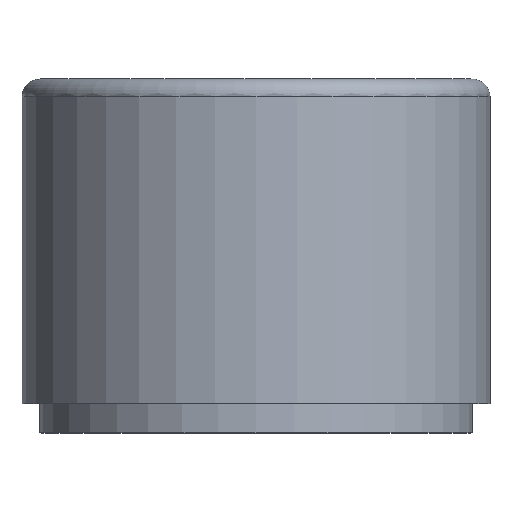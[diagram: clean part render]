
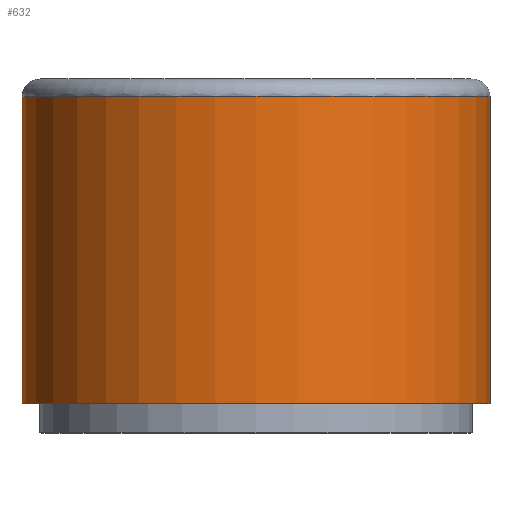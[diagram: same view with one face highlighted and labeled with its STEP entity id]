
A CAD part, top view. The second image highlights one B-rep face of the part: STEP entity #632.
In plain terms, the highlighted cylindrical face has radius 80 mm (diameter 160 mm), a full revolution.
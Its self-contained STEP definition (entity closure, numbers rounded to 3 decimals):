
#59=LINE('',#993,#95);
#95=VECTOR('',#780,75.);
#131=CYLINDRICAL_SURFACE('',#678,80.);
#152=FACE_OUTER_BOUND('',#188,.T.);
#188=EDGE_LOOP('',(#461,#462,#463,#464,#465));
#256=CIRCLE('',#674,80.);
#257=CIRCLE('',#675,80.);
#260=CIRCLE('',#679,80.);
#309=VERTEX_POINT('',#983);
#310=VERTEX_POINT('',#985);
#312=VERTEX_POINT('',#992);
#367=EDGE_CURVE('',#309,#310,#256,.T.);
#368=EDGE_CURVE('',#310,#309,#257,.T.);
#371=EDGE_CURVE('',#310,#312,#59,.T.);
#372=EDGE_CURVE('',#312,#312,#260,.T.);
#461=ORIENTED_EDGE('',*,*,#368,.F.);
#462=ORIENTED_EDGE('',*,*,#371,.T.);
#463=ORIENTED_EDGE('',*,*,#372,.T.);
#464=ORIENTED_EDGE('',*,*,#371,.F.);
#465=ORIENTED_EDGE('',*,*,#367,.F.);
#632=ADVANCED_FACE('',(#152),#131,.T.);
#674=AXIS2_PLACEMENT_3D('',#986,#770,#771);
#675=AXIS2_PLACEMENT_3D('',#987,#772,#773);
#678=AXIS2_PLACEMENT_3D('',#991,#778,#779);
#679=AXIS2_PLACEMENT_3D('',#994,#781,#782);
#770=DIRECTION('center_axis',(0.,1.,0.));
#771=DIRECTION('ref_axis',(1.,0.,0.));
#772=DIRECTION('center_axis',(0.,1.,0.));
#773=DIRECTION('ref_axis',(1.,0.,0.));
#778=DIRECTION('center_axis',(0.,1.,0.));
#779=DIRECTION('ref_axis',(1.,0.,0.));
#780=DIRECTION('',(0.,-1.,0.));
#781=DIRECTION('center_axis',(0.,1.,0.));
#782=DIRECTION('ref_axis',(1.,0.,0.));
#983=CARTESIAN_POINT('',(0.,120.,-80.));
#985=CARTESIAN_POINT('',(-80.,120.,0.));
#986=CARTESIAN_POINT('Origin',(0.,120.,0.));
#987=CARTESIAN_POINT('Origin',(0.,120.,0.));
#991=CARTESIAN_POINT('Origin',(0.,5.,0.));
#992=CARTESIAN_POINT('',(-80.,15.,0.));
#993=CARTESIAN_POINT('',(-80.,5.,0.));
#994=CARTESIAN_POINT('Origin',(0.,15.,0.));
